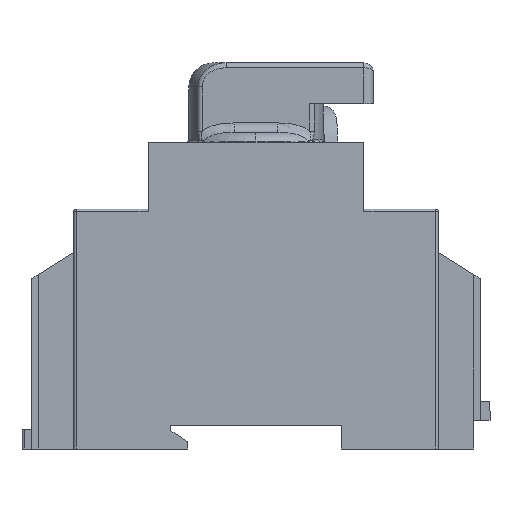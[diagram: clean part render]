
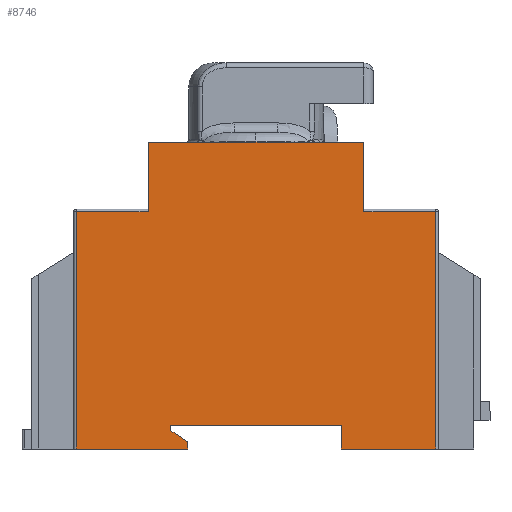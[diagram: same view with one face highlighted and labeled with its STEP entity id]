
A CAD part, left-side view. The second image highlights one B-rep face of the part: STEP entity #8746.
In plain terms, the highlighted planar face has unit normal (-1, 0, 0).
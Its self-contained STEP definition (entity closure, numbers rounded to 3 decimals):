
#31 = VECTOR ( 'NONE', #8859, 1000. ) ;
#69 = VECTOR ( 'NONE', #2639, 1000. ) ;
#311 = VERTEX_POINT ( 'NONE', #7494 ) ;
#566 = LINE ( 'NONE', #8806, #6371 ) ;
#607 = VECTOR ( 'NONE', #6998, 1000. ) ;
#664 = LINE ( 'NONE', #7771, #3921 ) ;
#964 = CARTESIAN_POINT ( 'NONE',  ( 0., 52.25, 1.5 ) ) ;
#1174 = DIRECTION ( 'NONE',  ( 0., 0., -1. ) ) ;
#1192 = VECTOR ( 'NONE', #2184, 1000. ) ;
#1305 = LINE ( 'NONE', #6648, #3183 ) ;
#1497 = EDGE_CURVE ( 'NONE', #9105, #1834, #8718, .T. ) ;
#1611 = CARTESIAN_POINT ( 'NONE',  ( 0., 20.25, 0. ) ) ;
#1834 = VERTEX_POINT ( 'NONE', #3731 ) ;
#1847 = CARTESIAN_POINT ( 'NONE',  ( 0., 15.5, 50. ) ) ;
#1987 = FACE_OUTER_BOUND ( 'NONE', #9009, .T. ) ;
#2142 = DIRECTION ( 'NONE',  ( -1., 0., 0. ) ) ;
#2184 = DIRECTION ( 'NONE',  ( 0., 1., 0. ) ) ;
#2384 = ORIENTED_EDGE ( 'NONE', *, *, #6802, .F. ) ;
#2536 = CARTESIAN_POINT ( 'NONE',  ( 0., 55.75, 5. ) ) ;
#2639 = DIRECTION ( 'NONE',  ( 0., 0., 1. ) ) ;
#2646 = ORIENTED_EDGE ( 'NONE', *, *, #2830, .T. ) ;
#2716 = LINE ( 'NONE', #3032, #1192 ) ;
#2717 = LINE ( 'NONE', #8842, #8368 ) ;
#2798 = ORIENTED_EDGE ( 'NONE', *, *, #4129, .T. ) ;
#2830 = EDGE_CURVE ( 'NONE', #9165, #4361, #2716, .T. ) ;
#2846 = EDGE_CURVE ( 'NONE', #4445, #9562, #5863, .T. ) ;
#2977 = DIRECTION ( 'NONE',  ( -1., 0., 0. ) ) ;
#2992 = DIRECTION ( 'NONE',  ( 0., 0., 1. ) ) ;
#3019 = EDGE_CURVE ( 'NONE', #9495, #4445, #7578, .T. ) ;
#3032 = CARTESIAN_POINT ( 'NONE',  ( 0., 76., 49.5 ) ) ;
#3104 = EDGE_CURVE ( 'NONE', #4611, #8386, #8477, .T. ) ;
#3115 = CARTESIAN_POINT ( 'NONE',  ( 0., 75.5, 49.5 ) ) ;
#3124 = CIRCLE ( 'NONE', #5958, 0.5 ) ;
#3183 = VECTOR ( 'NONE', #6681, 1000. ) ;
#3218 = LINE ( 'NONE', #9007, #4010 ) ;
#3308 = EDGE_CURVE ( 'NONE', #5234, #6231, #4221, .T. ) ;
#3586 = CARTESIAN_POINT ( 'NONE',  ( 0., 55.75, 5. ) ) ;
#3625 = CIRCLE ( 'NONE', #7806, 0.5 ) ;
#3659 = CARTESIAN_POINT ( 'NONE',  ( 0., 60.5, 49.5 ) ) ;
#3690 = CARTESIAN_POINT ( 'NONE',  ( 0., 76., 0. ) ) ;
#3731 = CARTESIAN_POINT ( 'NONE',  ( 0., 16., 64. ) ) ;
#3900 = ORIENTED_EDGE ( 'NONE', *, *, #6372, .T. ) ;
#3921 = VECTOR ( 'NONE', #1174, 1000. ) ;
#4010 = VECTOR ( 'NONE', #4556, 1000. ) ;
#4090 = LINE ( 'NONE', #2536, #6406 ) ;
#4129 = EDGE_CURVE ( 'NONE', #9105, #4324, #3124, .T. ) ;
#4133 = CARTESIAN_POINT ( 'NONE',  ( 0., 16., 63.5 ) ) ;
#4142 = EDGE_CURVE ( 'NONE', #311, #6654, #566, .T. ) ;
#4221 = LINE ( 'NONE', #3690, #31 ) ;
#4324 = VERTEX_POINT ( 'NONE', #8992 ) ;
#4361 = VERTEX_POINT ( 'NONE', #3115 ) ;
#4372 = CARTESIAN_POINT ( 'NONE',  ( 0., 60., 63.5 ) ) ;
#4390 = PLANE ( 'NONE',  #4967 ) ;
#4408 = DIRECTION ( 'NONE',  ( 0., -0.836, -0.549 ) ) ;
#4445 = VERTEX_POINT ( 'NONE', #7119 ) ;
#4481 = EDGE_CURVE ( 'NONE', #4361, #6231, #664, .T. ) ;
#4547 = ORIENTED_EDGE ( 'NONE', *, *, #7434, .F. ) ;
#4556 = DIRECTION ( 'NONE',  ( 0., 0., 1. ) ) ;
#4581 = VECTOR ( 'NONE', #9170, 1000. ) ;
#4611 = VERTEX_POINT ( 'NONE', #5710 ) ;
#4629 = DIRECTION ( 'NONE',  ( 0., 1., 0. ) ) ;
#4714 = VERTEX_POINT ( 'NONE', #8831 ) ;
#4904 = CARTESIAN_POINT ( 'NONE',  ( 0., 15.5, 49.5 ) ) ;
#4967 = AXIS2_PLACEMENT_3D ( 'NONE', #9528, #2977, #8826 ) ;
#5008 = EDGE_CURVE ( 'NONE', #311, #9422, #7722, .T. ) ;
#5199 = CARTESIAN_POINT ( 'NONE',  ( 0., 52.25, 1.5 ) ) ;
#5234 = VERTEX_POINT ( 'NONE', #6635 ) ;
#5320 = EDGE_CURVE ( 'NONE', #9165, #4324, #3218, .T. ) ;
#5515 = VECTOR ( 'NONE', #7590, 1000. ) ;
#5542 = DIRECTION ( 'NONE',  ( -1., 0., 0. ) ) ;
#5710 = CARTESIAN_POINT ( 'NONE',  ( 0., 15.5, 63.5 ) ) ;
#5762 = DIRECTION ( 'NONE',  ( 0., 1., 0. ) ) ;
#5863 = LINE ( 'NONE', #5199, #7588 ) ;
#5931 = DIRECTION ( 'NONE',  ( 0., 1., 0. ) ) ;
#5958 = AXIS2_PLACEMENT_3D ( 'NONE', #4372, #2142, #2992 ) ;
#5971 = DIRECTION ( 'NONE',  ( 0., 0., -1. ) ) ;
#6112 = CARTESIAN_POINT ( 'NONE',  ( 0., 55.75, 3.8 ) ) ;
#6139 = ORIENTED_EDGE ( 'NONE', *, *, #2846, .F. ) ;
#6231 = VERTEX_POINT ( 'NONE', #6931 ) ;
#6371 = VECTOR ( 'NONE', #5931, 1000. ) ;
#6372 = EDGE_CURVE ( 'NONE', #9422, #8386, #8924, .T. ) ;
#6406 = VECTOR ( 'NONE', #4629, 1000. ) ;
#6635 = CARTESIAN_POINT ( 'NONE',  ( 0., 52.25, 0. ) ) ;
#6648 = CARTESIAN_POINT ( 'NONE',  ( 0., 20.25, 5. ) ) ;
#6654 = VERTEX_POINT ( 'NONE', #1611 ) ;
#6681 = DIRECTION ( 'NONE',  ( 0., 0., 1. ) ) ;
#6802 = EDGE_CURVE ( 'NONE', #9562, #5234, #2717, .T. ) ;
#6931 = CARTESIAN_POINT ( 'NONE',  ( 0., 75.5, 0. ) ) ;
#6998 = DIRECTION ( 'NONE',  ( 0., 0., -1. ) ) ;
#7035 = DIRECTION ( 'NONE',  ( 0., 0., 1. ) ) ;
#7052 = ORIENTED_EDGE ( 'NONE', *, *, #5008, .T. ) ;
#7119 = CARTESIAN_POINT ( 'NONE',  ( 0., 55.75, 3.8 ) ) ;
#7272 = ORIENTED_EDGE ( 'NONE', *, *, #1497, .F. ) ;
#7317 = ORIENTED_EDGE ( 'NONE', *, *, #8805, .F. ) ;
#7434 = EDGE_CURVE ( 'NONE', #6654, #4714, #1305, .T. ) ;
#7494 = CARTESIAN_POINT ( 'NONE',  ( 0., 0.5, 0. ) ) ;
#7543 = CARTESIAN_POINT ( 'NONE',  ( 0., 15.5, 49.5 ) ) ;
#7578 = LINE ( 'NONE', #6112, #5515 ) ;
#7588 = VECTOR ( 'NONE', #4408, 1000. ) ;
#7590 = DIRECTION ( 'NONE',  ( 0., 0., -1. ) ) ;
#7618 = ORIENTED_EDGE ( 'NONE', *, *, #4142, .F. ) ;
#7717 = ORIENTED_EDGE ( 'NONE', *, *, #8202, .T. ) ;
#7722 = LINE ( 'NONE', #9275, #69 ) ;
#7771 = CARTESIAN_POINT ( 'NONE',  ( 0., 75.5, 0. ) ) ;
#7806 = AXIS2_PLACEMENT_3D ( 'NONE', #4133, #5542, #7035 ) ;
#7919 = VECTOR ( 'NONE', #5762, 1000. ) ;
#8202 = EDGE_CURVE ( 'NONE', #4611, #1834, #3625, .T. ) ;
#8226 = ORIENTED_EDGE ( 'NONE', *, *, #4481, .T. ) ;
#8368 = VECTOR ( 'NONE', #5971, 1000. ) ;
#8386 = VERTEX_POINT ( 'NONE', #7543 ) ;
#8411 = ORIENTED_EDGE ( 'NONE', *, *, #5320, .F. ) ;
#8443 = CARTESIAN_POINT ( 'NONE',  ( 0., 15.5, 64. ) ) ;
#8477 = LINE ( 'NONE', #1847, #607 ) ;
#8649 = ORIENTED_EDGE ( 'NONE', *, *, #3308, .F. ) ;
#8698 = ORIENTED_EDGE ( 'NONE', *, *, #3019, .F. ) ;
#8718 = LINE ( 'NONE', #8443, #4581 ) ;
#8746 = ADVANCED_FACE ( 'NONE', ( #1987 ), #4390, .T. ) ;
#8805 = EDGE_CURVE ( 'NONE', #4714, #9495, #4090, .T. ) ;
#8806 = CARTESIAN_POINT ( 'NONE',  ( 0., 20.25, 0. ) ) ;
#8826 = DIRECTION ( 'NONE',  ( 0., 0., 1. ) ) ;
#8831 = CARTESIAN_POINT ( 'NONE',  ( 0., 20.25, 5. ) ) ;
#8842 = CARTESIAN_POINT ( 'NONE',  ( 0., 52.25, 0. ) ) ;
#8859 = DIRECTION ( 'NONE',  ( 0., 1., 0. ) ) ;
#8863 = CARTESIAN_POINT ( 'NONE',  ( 0., 60., 64. ) ) ;
#8924 = LINE ( 'NONE', #4904, #7919 ) ;
#8992 = CARTESIAN_POINT ( 'NONE',  ( 0., 60.5, 63.5 ) ) ;
#9007 = CARTESIAN_POINT ( 'NONE',  ( 0., 60.5, 64. ) ) ;
#9009 = EDGE_LOOP ( 'NONE', ( #7618, #7052, #3900, #9381, #7717, #7272, #2798, #8411, #2646, #8226, #8649, #2384, #6139, #8698, #7317, #4547 ) ) ;
#9105 = VERTEX_POINT ( 'NONE', #8863 ) ;
#9165 = VERTEX_POINT ( 'NONE', #3659 ) ;
#9170 = DIRECTION ( 'NONE',  ( 0., -1., 0. ) ) ;
#9275 = CARTESIAN_POINT ( 'NONE',  ( 0., 0.5, 50. ) ) ;
#9339 = CARTESIAN_POINT ( 'NONE',  ( 0., 0.5, 49.5 ) ) ;
#9381 = ORIENTED_EDGE ( 'NONE', *, *, #3104, .F. ) ;
#9422 = VERTEX_POINT ( 'NONE', #9339 ) ;
#9495 = VERTEX_POINT ( 'NONE', #3586 ) ;
#9528 = CARTESIAN_POINT ( 'NONE',  ( 0., 0., 0. ) ) ;
#9562 = VERTEX_POINT ( 'NONE', #964 ) ;
